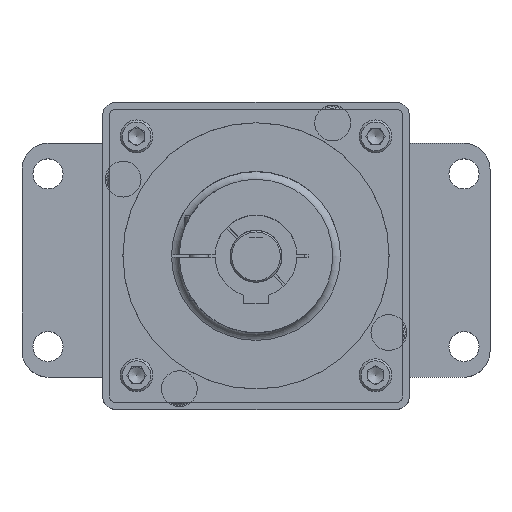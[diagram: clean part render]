
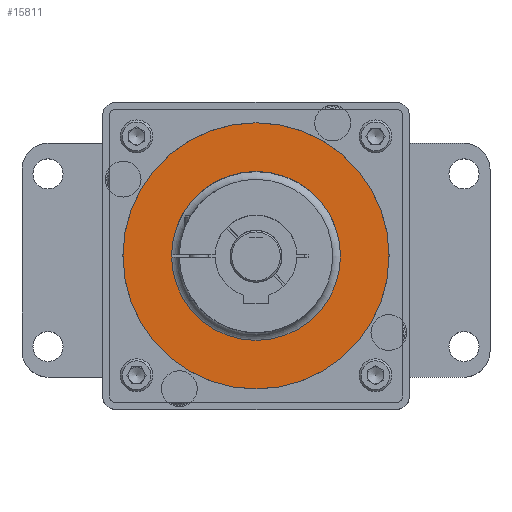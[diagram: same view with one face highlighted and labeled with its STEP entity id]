
A CAD part, top view. The second image highlights one B-rep face of the part: STEP entity #15811.
In plain terms, the highlighted planar face has unit normal (0, 0, 1).
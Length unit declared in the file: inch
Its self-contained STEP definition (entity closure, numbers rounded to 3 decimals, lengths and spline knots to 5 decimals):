
#1046 = DIRECTION ( 'NONE',  ( 1., 0., 0. ) ) ;
#3135 = CIRCLE ( 'NONE', #25412, 1.625 ) ;
#4305 = VERTEX_POINT ( 'NONE', #29097 ) ;
#5889 = CARTESIAN_POINT ( 'NONE',  ( 1.625, 0., 11.183 ) ) ;
#6760 = EDGE_LOOP ( 'NONE', ( #26523 ) ) ;
#7760 = PLANE ( 'NONE',  #15789 ) ;
#7941 = FACE_OUTER_BOUND ( 'NONE', #6760, .T. ) ;
#10870 = DIRECTION ( 'NONE',  ( 1., 0., 0. ) ) ;
#11035 = DIRECTION ( 'NONE',  ( 0., 0., 1. ) ) ;
#11255 = EDGE_CURVE ( 'NONE', #4305, #4305, #14032, .T. ) ;
#14032 = CIRCLE ( 'NONE', #16386, 2.56005 ) ;
#15789 = AXIS2_PLACEMENT_3D ( 'NONE', #30330, #11035, #10870 ) ;
#15811 = ADVANCED_FACE ( 'NONE', ( #21869, #7941 ), #7760, .T. ) ;
#16386 = AXIS2_PLACEMENT_3D ( 'NONE', #33622, #25723, #19667 ) ;
#19667 = DIRECTION ( 'NONE',  ( 1., 0., 0. ) ) ;
#21869 = FACE_BOUND ( 'NONE', #30714, .T. ) ;
#22388 = VERTEX_POINT ( 'NONE', #5889 ) ;
#23186 = ORIENTED_EDGE ( 'NONE', *, *, #26671, .T. ) ;
#25412 = AXIS2_PLACEMENT_3D ( 'NONE', #31183, #26199, #1046 ) ;
#25723 = DIRECTION ( 'NONE',  ( 0., 0., 1. ) ) ;
#26199 = DIRECTION ( 'NONE',  ( 0., 0., -1. ) ) ;
#26523 = ORIENTED_EDGE ( 'NONE', *, *, #11255, .T. ) ;
#26671 = EDGE_CURVE ( 'NONE', #22388, #22388, #3135, .T. ) ;
#29097 = CARTESIAN_POINT ( 'NONE',  ( 2.56005, 0., 11.183 ) ) ;
#30330 = CARTESIAN_POINT ( 'NONE',  ( 0., 0., 11.183 ) ) ;
#30714 = EDGE_LOOP ( 'NONE', ( #23186 ) ) ;
#31183 = CARTESIAN_POINT ( 'NONE',  ( 0., 0., 11.183 ) ) ;
#33622 = CARTESIAN_POINT ( 'NONE',  ( 0., 0., 11.183 ) ) ;
